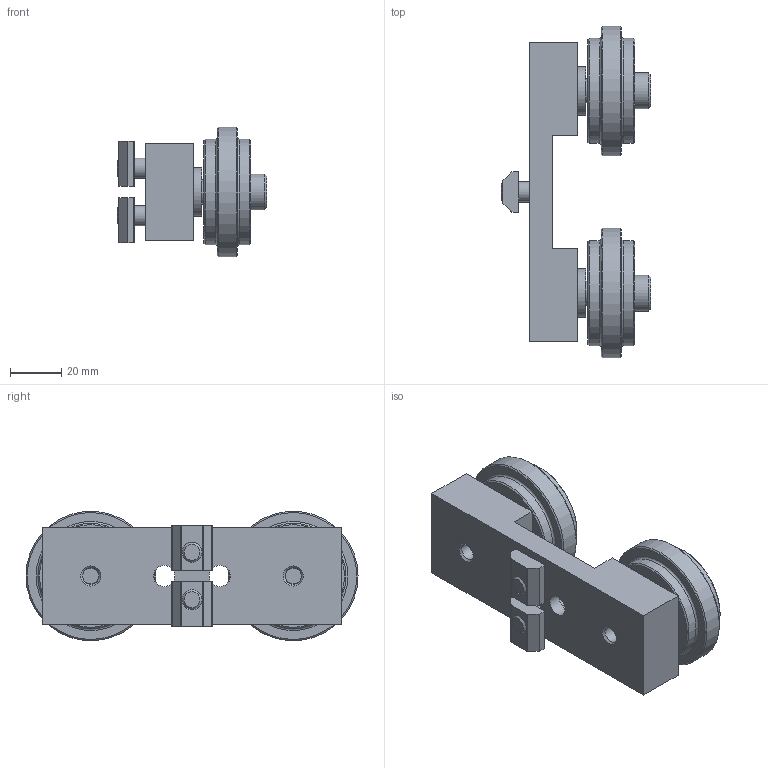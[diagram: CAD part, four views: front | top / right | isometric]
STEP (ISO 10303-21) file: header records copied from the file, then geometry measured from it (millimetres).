
FILE_DESCRIPTION(/* description */ ('STEP AP214'),/* implementation_level */ '2;1');
FILE_NAME(/* name */ '2756-1',/* time_stamp */ '2024-03-19T17:41:47+01:00',/* author */ ('License CC BY-ND 4.0'),/* organization */ ('CADENAS'),/* preprocessor_version */ 'ST-DEVELOPER v19.3',/* originating_system */ 'PARTsolutions',/* authorisation */ ' ');
FILE_SCHEMA (('AUTOMOTIVE_DESIGN {1 0 10303 214 3 1 1}'));
Length unit declared in the file: inch
Products named in the file (7): 2756-1; 2754-1_b; 2754-0.313; 3203; 2290_b; 2290_w; 2290_p2
Assembly tree (11 placements, depth 2):
  2756-1
    2754-1_b
    2754-0.313  x2
    3203  x2
    2290_b  x2
    2290_w  x2
    2290_p2  x2
Bounding box: 58.57 x 130.18 x 50.8 mm (x, y, z)
Volume: 133715.2 mm3; surface area: 37491.8 mm2
Topology: 11 solids, 11 shells, 184 faces, 368 edges, 226 vertices
Faces by surface type: plane 86, cylinder 54, cone 30, torus 14
Full cylindrical faces by diameter (mm): 6.198 x2, 6.411 x4, 7.938 x4, 8.331 x4, 8.763 x2, 8.941 x2, 9.449 x2, 9.576 x2, 11.1 x2, 11.125 x4, 12.7 x4, 14.021 x2, 19.05 x2, 41.275 x4, 50.8 x2
Entity records: 2901 total; most frequent: DIRECTION 492, CARTESIAN_POINT 415, ORIENTED_EDGE 328, AXIS2_PLACEMENT_3D 210, FACE_BOUND 187, EDGE_LOOP 186, EDGE_CURVE 164, VERTEX_POINT 133
